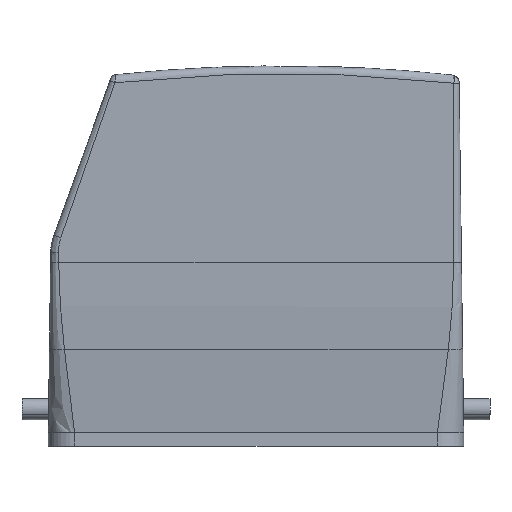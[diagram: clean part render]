
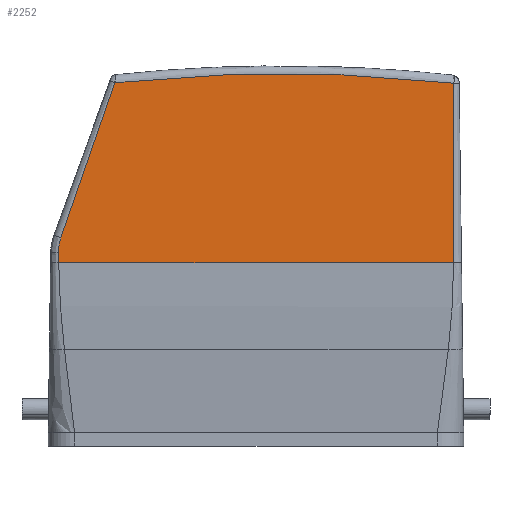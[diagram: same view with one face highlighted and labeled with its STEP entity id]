
A CAD part, left-side view. The second image highlights one B-rep face of the part: STEP entity #2252.
In plain terms, the highlighted planar face has unit normal (-1, 0, 0).
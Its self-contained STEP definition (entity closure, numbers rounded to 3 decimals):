
#2184=AXIS2_PLACEMENT_3D('Plane Axis2P3D',#2181,#2182,#2183) ;
#2188=AXIS2_PLACEMENT_3D('Circle Axis2P3D',#2186,#2187,$) ;
#861=CARTESIAN_POINT('Vertex',(0.,82.023,34.864)) ;
#920=CARTESIAN_POINT('Control Point',(0.,82.051,36.78)) ;
#921=CARTESIAN_POINT('Control Point',(0.,82.046,36.398)) ;
#922=CARTESIAN_POINT('Control Point',(0.,82.041,36.015)) ;
#923=CARTESIAN_POINT('Control Point',(0.,82.036,35.631)) ;
#924=CARTESIAN_POINT('Control Point',(0.,82.03,35.248)) ;
#925=CARTESIAN_POINT('Control Point',(0.,82.023,34.864)) ;
#926=CARTESIAN_POINT('Vertex',(0.,82.051,36.78)) ;
#1157=CARTESIAN_POINT('Control Point',(0.,81.613,39.603)) ;
#1158=CARTESIAN_POINT('Control Point',(0.,81.796,39.058)) ;
#1159=CARTESIAN_POINT('Control Point',(0.,81.934,38.496)) ;
#1160=CARTESIAN_POINT('Control Point',(0.,82.022,37.924)) ;
#1161=CARTESIAN_POINT('Control Point',(0.,82.061,37.351)) ;
#1162=CARTESIAN_POINT('Control Point',(0.,82.051,36.78)) ;
#1163=CARTESIAN_POINT('Vertex',(0.,81.613,39.603)) ;
#2159=CARTESIAN_POINT('Line Origine',(0.,43.947,34.864)) ;
#2163=CARTESIAN_POINT('Vertex',(0.,6.923,34.864)) ;
#2181=CARTESIAN_POINT('Axis2P3D Location',(0.,6.172,-25.473)) ;
#2186=CARTESIAN_POINT('Axis2P3D Location',(0.,39.5,-227.7)) ;
#2190=CARTESIAN_POINT('Vertex',(0.,6.87,69.011)) ;
#2192=CARTESIAN_POINT('Vertex',(0.,71.329,69.098)) ;
#2196=CARTESIAN_POINT('Control Point',(0.,71.329,69.098)) ;
#2197=CARTESIAN_POINT('Control Point',(0.,71.356,69.024)) ;
#2198=CARTESIAN_POINT('Control Point',(0.,71.382,68.95)) ;
#2199=CARTESIAN_POINT('Control Point',(0.,71.409,68.876)) ;
#2200=CARTESIAN_POINT('Control Point',(0.,71.464,68.721)) ;
#2201=CARTESIAN_POINT('Control Point',(0.,71.52,68.566)) ;
#2202=CARTESIAN_POINT('Control Point',(0.,71.537,68.518)) ;
#2203=CARTESIAN_POINT('Control Point',(0.,71.597,68.349)) ;
#2204=CARTESIAN_POINT('Control Point',(0.,71.66,68.172)) ;
#2205=CARTESIAN_POINT('Control Point',(0.,71.692,68.082)) ;
#2206=CARTESIAN_POINT('Control Point',(0.,71.751,67.917)) ;
#2207=CARTESIAN_POINT('Control Point',(0.,71.806,67.765)) ;
#2208=CARTESIAN_POINT('Control Point',(0.,71.831,67.692)) ;
#2209=CARTESIAN_POINT('Control Point',(0.,72.175,66.728)) ;
#2210=CARTESIAN_POINT('Control Point',(0.,72.519,65.763)) ;
#2211=CARTESIAN_POINT('Control Point',(0.,72.836,64.872)) ;
#2212=CARTESIAN_POINT('Control Point',(0.,73.982,61.638)) ;
#2213=CARTESIAN_POINT('Control Point',(0.,75.12,58.404)) ;
#2214=CARTESIAN_POINT('Control Point',(0.,75.94,56.061)) ;
#2215=CARTESIAN_POINT('Control Point',(0.,77.369,51.956)) ;
#2216=CARTESIAN_POINT('Control Point',(0.,78.79,47.845)) ;
#2217=CARTESIAN_POINT('Control Point',(0.,79.401,46.072)) ;
#2218=CARTESIAN_POINT('Control Point',(0.,80.212,43.714)) ;
#2219=CARTESIAN_POINT('Control Point',(0.,81.017,41.355)) ;
#2220=CARTESIAN_POINT('Control Point',(0.,81.209,40.794)) ;
#2221=CARTESIAN_POINT('Control Point',(0.,81.411,40.199)) ;
#2222=CARTESIAN_POINT('Control Point',(0.,81.613,39.603)) ;
#2225=CARTESIAN_POINT('Control Point',(0.,6.87,69.011)) ;
#2226=CARTESIAN_POINT('Control Point',(0.,6.869,68.926)) ;
#2227=CARTESIAN_POINT('Control Point',(0.,6.869,68.84)) ;
#2228=CARTESIAN_POINT('Control Point',(0.,6.868,68.755)) ;
#2229=CARTESIAN_POINT('Control Point',(0.,6.867,68.584)) ;
#2230=CARTESIAN_POINT('Control Point',(0.,6.866,68.413)) ;
#2231=CARTESIAN_POINT('Control Point',(0.,6.865,68.327)) ;
#2232=CARTESIAN_POINT('Control Point',(0.,6.827,62.945)) ;
#2233=CARTESIAN_POINT('Control Point',(0.,6.804,57.566)) ;
#2234=CARTESIAN_POINT('Control Point',(0.,6.816,52.267)) ;
#2235=CARTESIAN_POINT('Control Point',(0.,6.831,45.716)) ;
#2236=CARTESIAN_POINT('Control Point',(0.,6.879,39.166)) ;
#2237=CARTESIAN_POINT('Control Point',(0.,6.889,37.906)) ;
#2238=CARTESIAN_POINT('Control Point',(0.,6.903,36.542)) ;
#2239=CARTESIAN_POINT('Control Point',(0.,6.919,35.177)) ;
#2240=CARTESIAN_POINT('Control Point',(0.,6.921,35.073)) ;
#2241=CARTESIAN_POINT('Control Point',(0.,6.922,34.968)) ;
#2242=CARTESIAN_POINT('Control Point',(0.,6.923,34.864)) ;
#2160=DIRECTION('Vector Direction',(0.,-1.,0.)) ;
#2182=DIRECTION('Axis2P3D Direction',(-1.,0.,0.)) ;
#2183=DIRECTION('Axis2P3D XDirection',(0.,-0.17,0.985)) ;
#2187=DIRECTION('Axis2P3D Direction',(-1.,0.,0.)) ;
#2161=VECTOR('Line Direction',#2160,1.) ;
#2245=ORIENTED_EDGE('',*,*,#2194,.T.) ;
#2246=ORIENTED_EDGE('',*,*,#2223,.F.) ;
#2247=ORIENTED_EDGE('',*,*,#1165,.F.) ;
#2248=ORIENTED_EDGE('',*,*,#928,.F.) ;
#2249=ORIENTED_EDGE('',*,*,#2165,.T.) ;
#2250=ORIENTED_EDGE('',*,*,#2243,.T.) ;
#2252=ADVANCED_FACE('Hood',(#2251),#2185,.T.) ;
#919=B_SPLINE_CURVE_WITH_KNOTS('',5,(#920,#921,#922,#923,#924,#925),.UNSPECIFIED.,.F.,.U.,(6,6),(61.21,63.126),.UNSPECIFIED.) ;
#1156=B_SPLINE_CURVE_WITH_KNOTS('',5,(#1157,#1158,#1159,#1160,#1161,#1162),.UNSPECIFIED.,.F.,.U.,(6,6),(177.029,180.219),.UNSPECIFIED.) ;
#2195=B_SPLINE_CURVE_WITH_KNOTS('',5,(#2196,#2197,#2198,#2199,#2200,#2201,#2202,#2203,#2204,#2205,#2206,#2207,#2208,#2209,#2210,#2211,#2212,#2213,#2214,#2215,#2216,#2217,#2218,#2219,#2220,#2221,#2222),.UNSPECIFIED.,.F.,.U.,(6,3,3,3,3,3,3,3,6),(0.,0.558,1.169,1.72,2.279,8.975,26.593,39.803,44.262),.UNSPECIFIED.) ;
#2224=B_SPLINE_CURVE_WITH_KNOTS('',5,(#2225,#2226,#2227,#2228,#2229,#2230,#2231,#2232,#2233,#2234,#2235,#2236,#2237,#2238,#2239,#2240,#2241,#2242),.UNSPECIFIED.,.F.,.U.,(6,3,3,3,3,6),(0.,0.604,1.208,38.633,47.547,48.286),.UNSPECIFIED.) ;
#2189=CIRCLE('generated circle',#2188,298.5) ;
#928=EDGE_CURVE('',#862,#927,#919,.F.) ;
#1165=EDGE_CURVE('',#927,#1164,#1156,.F.) ;
#2165=EDGE_CURVE('',#862,#2164,#2162,.T.) ;
#2194=EDGE_CURVE('',#2191,#2193,#2189,.T.) ;
#2223=EDGE_CURVE('',#1164,#2193,#2195,.F.) ;
#2243=EDGE_CURVE('',#2164,#2191,#2224,.F.) ;
#2244=EDGE_LOOP('',(#2245,#2246,#2247,#2248,#2249,#2250)) ;
#2251=FACE_OUTER_BOUND('',#2244,.T.) ;
#2162=LINE('Line',#2159,#2161) ;
#2185=PLANE('',#2184) ;
#862=VERTEX_POINT('',#861) ;
#927=VERTEX_POINT('',#926) ;
#1164=VERTEX_POINT('',#1163) ;
#2164=VERTEX_POINT('',#2163) ;
#2191=VERTEX_POINT('',#2190) ;
#2193=VERTEX_POINT('',#2192) ;
